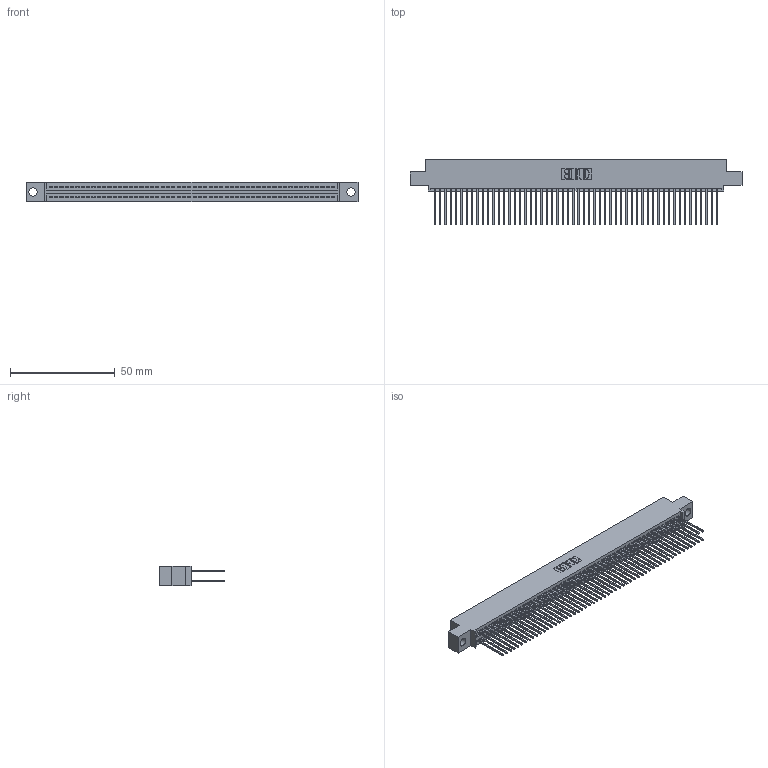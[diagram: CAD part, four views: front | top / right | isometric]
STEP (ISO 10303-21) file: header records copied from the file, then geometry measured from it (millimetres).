
FILE_DESCRIPTION (( 'STEP AP203' ), '1' );
FILE_NAME ('345-108-542-504.STEP', '2021-05-21T14:39:23', ( '' ), ( '' ), 'SwSTEP 2.0', 'SolidWorks 2020', '' );
FILE_SCHEMA (( 'CONFIG_CONTROL_DESIGN' ));
Length unit declared in the file: inch
Products named in the file (3): 345 Part_0.110 Offset - 0.156 Dia-TI; 345-108-542-504; 345-292-001_345-293-142
Assembly tree (109 placements, depth 2):
  345-108-542-504
    345 Part_0.110 Offset - 0.156 Dia-TI
    345-292-001_345-293-142  x108
Bounding box: 158.37 x 31.29 x 9.4 mm (x, y, z)
Volume: 15819.7 mm3; surface area: 25913.7 mm2
Topology: 109 solids, 109 shells, 5544 faces, 16481 edges, 10842 vertices
Faces by surface type: plane 3662, cylinder 1882
Entity records: 41323 total; most frequent: CARTESIAN_POINT 6922, ORIENTED_EDGE 6854, DIRECTION 6087, EDGE_CURVE 3427, LINE 3079, VECTOR 3079, VERTEX_POINT 2282, AXIS2_PLACEMENT_3D 1504
